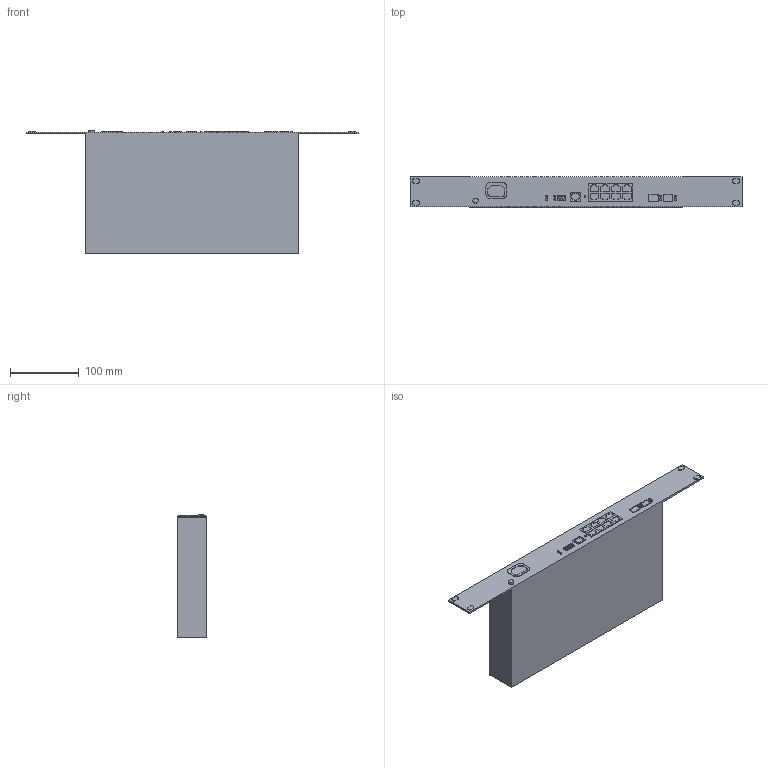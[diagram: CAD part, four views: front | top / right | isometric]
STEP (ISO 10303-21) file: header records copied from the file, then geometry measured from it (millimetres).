
FILE_DESCRIPTION (( 'STEP AP203' ), '1' );
FILE_NAME ('MES2408PLAC.STEP', '2022-09-28T07:43:46', ( '' ), ( '' ), 'SwSTEP 2.0', 'SolidWorks 2021', '' );
FILE_SCHEMA (( 'CONFIG_CONTROL_DESIGN' ));
Length unit declared in the file: millimetre
Products named in the file (1): MES2408PLAC
Bounding box: 482.6 x 43.6 x 180 mm (x, y, z)
Volume: 2412760.2 mm3; surface area: 169453.8 mm2
Topology: 1 solids, 1 shells, 271 faces, 696 edges, 464 vertices
Faces by surface type: plane 209, cylinder 62
Entity records: 8251 total; most frequent: CARTESIAN_POINT 1432, ORIENTED_EDGE 1392, DIRECTION 1364, EDGE_CURVE 696, VECTOR 572, LINE 572, VERTEX_POINT 464, AXIS2_PLACEMENT_3D 396
